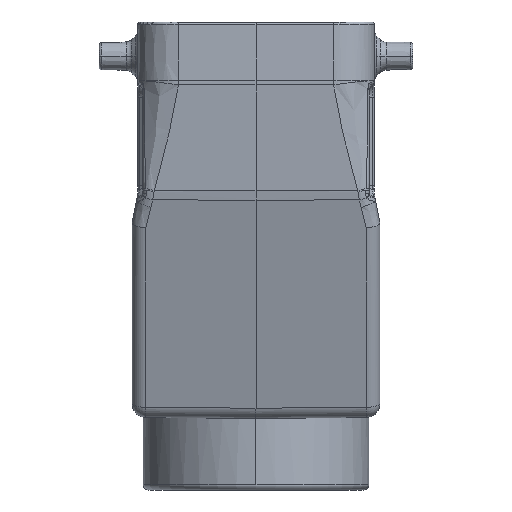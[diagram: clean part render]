
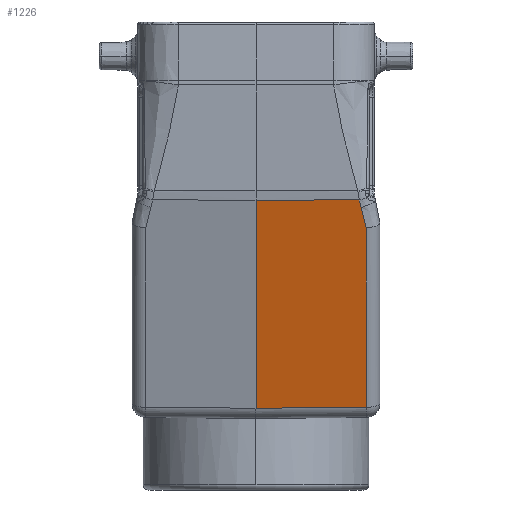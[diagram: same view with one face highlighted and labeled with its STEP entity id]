
A CAD part, left-side view. The second image highlights one B-rep face of the part: STEP entity #1226.
In plain terms, the highlighted planar face has unit normal (-0.966, -0.009, -0.259).
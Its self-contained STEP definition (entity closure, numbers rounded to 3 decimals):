
#858=PLANE('',#12411);
#1226=ADVANCED_FACE('',(#2135),#858,.T.);
#2135=FACE_OUTER_BOUND('',#2853,.T.);
#2853=EDGE_LOOP('',(#5655,#5656,#5657,#5658,#5659,#5660));
#3636=LINE('',#18225,#4402);
#3637=LINE('',#18227,#4403);
#3638=LINE('',#18230,#4404);
#3639=LINE('',#18244,#4405);
#4402=VECTOR('',#13793,1.);
#4403=VECTOR('',#13796,1.);
#4404=VECTOR('',#13797,1.);
#4405=VECTOR('',#13798,1.);
#5655=ORIENTED_EDGE('',*,*,#10184,.F.);
#5656=ORIENTED_EDGE('',*,*,#10185,.T.);
#5657=ORIENTED_EDGE('',*,*,#10012,.F.);
#5658=ORIENTED_EDGE('',*,*,#10186,.F.);
#5659=ORIENTED_EDGE('',*,*,#10183,.F.);
#5660=ORIENTED_EDGE('',*,*,#10187,.T.);
#8856=VERTEX_POINT('',#17059);
#8857=VERTEX_POINT('',#17079);
#8959=VERTEX_POINT('',#18137);
#8964=VERTEX_POINT('',#18224);
#8965=VERTEX_POINT('',#18228);
#8966=VERTEX_POINT('',#18229);
#10012=EDGE_CURVE('',#8856,#8857,#11677,.T.);
#10183=EDGE_CURVE('',#8964,#8959,#3636,.T.);
#10184=EDGE_CURVE('',#8965,#8966,#3637,.T.);
#10185=EDGE_CURVE('',#8965,#8857,#3638,.T.);
#10186=EDGE_CURVE('',#8959,#8856,#11767,.T.);
#10187=EDGE_CURVE('',#8964,#8966,#3639,.T.);
#11677=B_SPLINE_CURVE_WITH_KNOTS('',3,(#17060,#17061,#17062,#17063,#17064,
#17065,#17066,#17067,#17068,#17069,#17070,#17071,#17072,#17073,#17074,#17075,
#17076,#17077,#17078),.UNSPECIFIED.,.F.,.F.,(4,2,2,1,2,2,2,2,2,4),(0.,0.25,
0.375,0.438,0.469,0.5,
0.625,0.688,0.75,1.),.UNSPECIFIED.);
#11767=B_SPLINE_CURVE_WITH_KNOTS('',3,(#18231,#18232,#18233,#18234,#18235,
#18236,#18237,#18238,#18239,#18240,#18241,#18242,#18243),.UNSPECIFIED.,
 .F.,.F.,(4,2,2,2,2,1,4),(0.,0.25,0.375,0.5,
0.625,0.75,1.),.UNSPECIFIED.);
#12411=AXIS2_PLACEMENT_3D('',#18245,#13799,#13800);
#13793=DIRECTION('',(0.009,-1.,0.002));
#13796=DIRECTION('',(-0.007,1.,-0.009));
#13797=DIRECTION('',(-0.259,0.,0.966));
#13798=DIRECTION('',(0.259,0.,-0.966));
#13799=DIRECTION('',(-0.966,-0.009,-0.259));
#13800=DIRECTION('',(-0.259,0.,0.966));
#17059=CARTESIAN_POINT('',(-34.05,-19.115,-33.678));
#17060=CARTESIAN_POINT('',(-34.05,-19.115,-33.678));
#17061=CARTESIAN_POINT('',(-33.976,-19.2,-33.952));
#17062=CARTESIAN_POINT('',(-33.898,-19.284,-34.239));
#17063=CARTESIAN_POINT('',(-33.777,-19.408,-34.688));
#17064=CARTESIAN_POINT('',(-33.736,-19.449,-34.841));
#17065=CARTESIAN_POINT('',(-33.672,-19.509,-35.075));
#17066=CARTESIAN_POINT('',(-33.64,-19.54,-35.193));
#17067=CARTESIAN_POINT('',(-33.608,-19.57,-35.313));
#17068=CARTESIAN_POINT('',(-33.586,-19.59,-35.393));
#17069=CARTESIAN_POINT('',(-33.567,-19.607,-35.466));
#17070=CARTESIAN_POINT('',(-33.556,-19.617,-35.506));
#17071=CARTESIAN_POINT('',(-33.53,-19.64,-35.601));
#17072=CARTESIAN_POINT('',(-33.467,-19.695,-35.835));
#17073=CARTESIAN_POINT('',(-33.442,-19.717,-35.929));
#17074=CARTESIAN_POINT('',(-33.383,-19.766,-36.148));
#17075=CARTESIAN_POINT('',(-33.338,-19.802,-36.312));
#17076=CARTESIAN_POINT('',(-33.201,-19.912,-36.821));
#17077=CARTESIAN_POINT('',(-33.112,-19.975,-37.149));
#17078=CARTESIAN_POINT('',(-33.046,-20.022,-37.395));
#17079=CARTESIAN_POINT('',(-33.046,-20.022,-37.395));
#18137=CARTESIAN_POINT('',(-34.418,-18.767,-32.316));
#18224=CARTESIAN_POINT('',(-34.58,0.,-32.345));
#18225=CARTESIAN_POINT('',(-34.58,0.,-32.345));
#18227=CARTESIAN_POINT('',(-24.317,-20.022,-69.972));
#18228=CARTESIAN_POINT('',(-24.317,-20.022,-69.972));
#18229=CARTESIAN_POINT('',(-24.451,0.,-70.147));
#18230=CARTESIAN_POINT('',(-24.317,-20.022,-69.972));
#18231=CARTESIAN_POINT('',(-34.418,-18.767,-32.316));
#18232=CARTESIAN_POINT('',(-34.394,-18.791,-32.407));
#18233=CARTESIAN_POINT('',(-34.365,-18.818,-32.513));
#18234=CARTESIAN_POINT('',(-34.316,-18.862,-32.695));
#18235=CARTESIAN_POINT('',(-34.305,-18.872,-32.735));
#18236=CARTESIAN_POINT('',(-34.269,-18.903,-32.868));
#18237=CARTESIAN_POINT('',(-34.246,-18.923,-32.952));
#18238=CARTESIAN_POINT('',(-34.234,-18.934,-32.996));
#18239=CARTESIAN_POINT('',(-34.202,-18.964,-33.118));
#18240=CARTESIAN_POINT('',(-34.166,-18.997,-33.251));
#18241=CARTESIAN_POINT('',(-34.115,-19.045,-33.438));
#18242=CARTESIAN_POINT('',(-34.074,-19.089,-33.591));
#18243=CARTESIAN_POINT('',(-34.05,-19.115,-33.678));
#18244=CARTESIAN_POINT('',(-34.58,0.,-32.345));
#18245=CARTESIAN_POINT('',(-23.955,0.,-72.));
